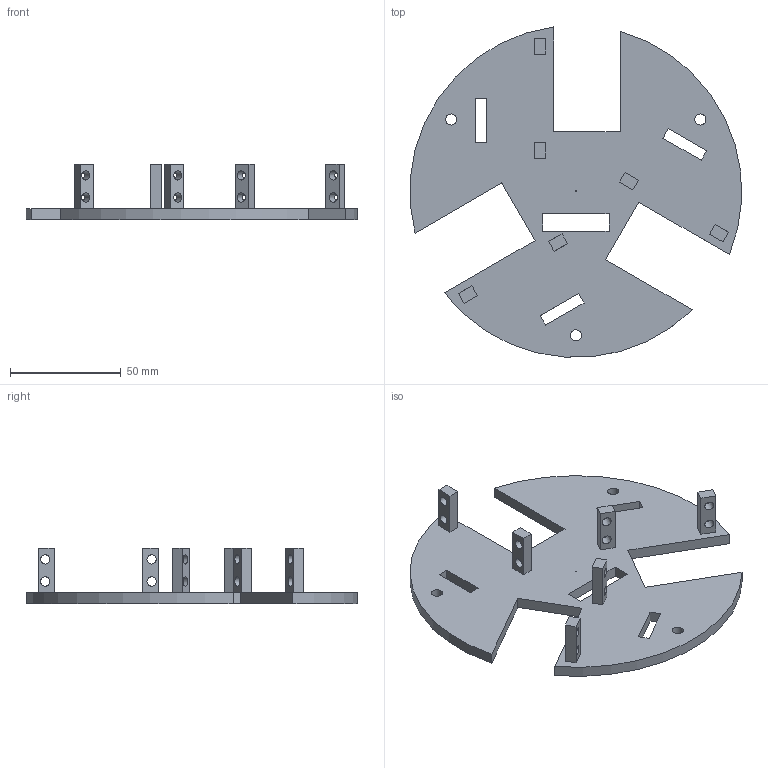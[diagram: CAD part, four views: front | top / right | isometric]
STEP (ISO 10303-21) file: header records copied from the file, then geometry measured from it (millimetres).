
FILE_DESCRIPTION(/* description */ ('STEP AP242','CAx-IF Rec.Pracs.---Representation and Presentation of Product Manufacturing Information (PMI)---4.0---2014-10-13','CAx-IF Rec.Pracs.---3D Tessellated Geometry---0.4---2014-09-14','2;1'),/* implementation_level */ '2;1');
FILE_NAME(/* name */ '67b9dc9f0727e86dd2e27669',/* time_stamp */ '2025-02-22T14:18:08Z',/* author */ (''),/* organization */ (''),/* preprocessor_version */ 'ST-DEVELOPER v20',/* originating_system */ 'ONSHAPE BY PTC INC, 1.194',/* authorisation */ ' ');
FILE_SCHEMA (('AP242_MANAGED_MODEL_BASED_3D_ENGINEERING_MIM_LF { 1 0 10303 442 1 1 4 }'));
Length unit declared in the file: metre
Products named in the file (1): Part 1
Bounding box: 149.63 x 149.16 x 25 mm (x, y, z)
Volume: 67439.6 mm3; surface area: 34075.3 mm2
Topology: 1 solids, 1 shells, 77 faces, 215 edges, 146 vertices
Faces by surface type: plane 57, cylinder 19, cone 1
Full cylindrical faces by diameter (mm): 0.5 x1, 4.2 x12, 5 x3
Entity records: 2609 total; most frequent: CARTESIAN_POINT 403, DIRECTION 382, ORIENTED_EDGE 376, EDGE_CURVE 188, LINE 150, VECTOR 150, FACE_BOUND 139, EDGE_LOOP 138
